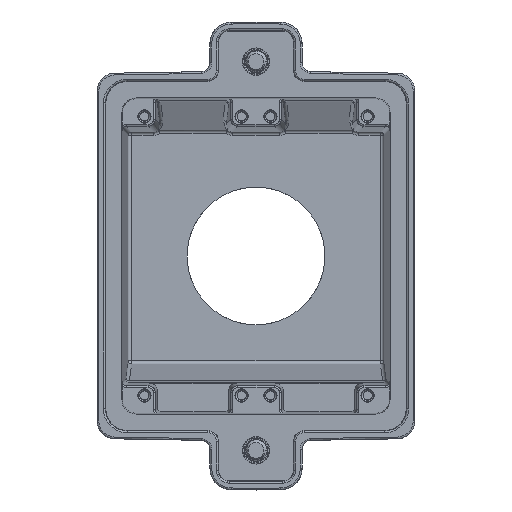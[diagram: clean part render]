
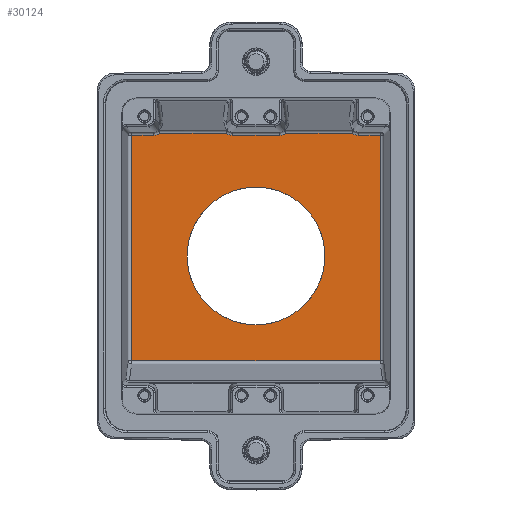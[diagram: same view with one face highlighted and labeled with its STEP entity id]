
A CAD part, front view. The second image highlights one B-rep face of the part: STEP entity #30124.
In plain terms, the highlighted planar face has unit normal (0, -1, 0).
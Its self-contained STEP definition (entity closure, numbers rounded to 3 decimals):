
#8358=CARTESIAN_POINT('',(-28.484,131.7,33.485));
#8359=CARTESIAN_POINT('',(-28.267,131.7,33.485));
#8360=CARTESIAN_POINT('',(-27.845,131.7,33.53));
#8361=CARTESIAN_POINT('',(-27.229,131.7,33.735));
#8362=CARTESIAN_POINT('',(-26.864,131.7,33.951));
#8363=CARTESIAN_POINT('',(-26.69,131.7,34.081));
#8365=CARTESIAN_POINT('',(-8.31,131.7,34.081));
#8366=CARTESIAN_POINT('',(-8.136,131.7,33.951));
#8367=CARTESIAN_POINT('',(-7.771,131.7,33.735));
#8368=CARTESIAN_POINT('',(-7.155,131.7,33.53));
#8369=CARTESIAN_POINT('',(-6.733,131.7,33.485));
#8370=CARTESIAN_POINT('',(-6.516,131.7,33.485));
#8372=CARTESIAN_POINT('',(6.516,131.7,33.485));
#8373=CARTESIAN_POINT('',(6.733,131.7,33.485));
#8374=CARTESIAN_POINT('',(7.155,131.7,33.53));
#8375=CARTESIAN_POINT('',(7.771,131.7,33.735));
#8376=CARTESIAN_POINT('',(8.136,131.7,33.951));
#8377=CARTESIAN_POINT('',(8.31,131.7,34.081));
#8379=CARTESIAN_POINT('',(26.69,131.7,34.081));
#8380=CARTESIAN_POINT('',(26.864,131.7,33.951));
#8381=CARTESIAN_POINT('',(27.229,131.7,33.735));
#8382=CARTESIAN_POINT('',(27.845,131.7,33.53));
#8383=CARTESIAN_POINT('',(28.267,131.7,33.485));
#8384=CARTESIAN_POINT('',(28.484,131.7,33.485));
#8386=CARTESIAN_POINT('',(0.,131.7,0.));
#8387=DIRECTION('',(0.,-1.,0.));
#8388=DIRECTION('',(0.,0.,1.));
#8389=AXIS2_PLACEMENT_3D('',#8386,#8387,#8388);
#8391=CARTESIAN_POINT('',(0.,131.7,0.));
#8392=DIRECTION('',(0.,-1.,0.));
#8393=DIRECTION('',(0.,0.,-1.));
#8394=AXIS2_PLACEMENT_3D('',#8391,#8392,#8393);
#8400=DIRECTION('',(1.,0.,0.));
#8401=VECTOR('',#8400,69.148);
#8402=CARTESIAN_POINT('',(-34.574,131.7,-29.031));
#8403=LINE('',#8402,#8401);
#8419=DIRECTION('',(0.,0.,1.));
#8420=VECTOR('',#8419,62.516);
#8421=CARTESIAN_POINT('',(34.574,131.7,-29.031));
#8422=LINE('',#8421,#8420);
#8492=DIRECTION('',(-1.,0.,0.));
#8493=VECTOR('',#8492,6.09);
#8494=CARTESIAN_POINT('',(34.574,131.7,33.485));
#8495=LINE('',#8494,#8493);
#8583=DIRECTION('',(-1.,0.,0.));
#8584=VECTOR('',#8583,18.38);
#8585=CARTESIAN_POINT('',(26.69,131.7,34.081));
#8586=LINE('',#8585,#8584);
#8657=DIRECTION('',(-1.,0.,0.));
#8658=VECTOR('',#8657,13.031);
#8659=CARTESIAN_POINT('',(6.516,131.7,33.485));
#8660=LINE('',#8659,#8658);
#13714=DIRECTION('',(0.,0.,-1.));
#13715=VECTOR('',#13714,62.516);
#13716=CARTESIAN_POINT('',(-34.574,131.7,33.485));
#13717=LINE('',#13716,#13715);
#13897=DIRECTION('',(-1.,0.,0.));
#13898=VECTOR('',#13897,18.38);
#13899=CARTESIAN_POINT('',(-8.31,131.7,
34.081));
#13900=LINE('',#13899,#13898);
#13910=DIRECTION('',(-1.,0.,0.));
#13911=VECTOR('',#13910,6.09);
#13912=CARTESIAN_POINT('',(-28.484,131.7,
33.485));
#13913=LINE('',#13912,#13911);
#16257=CARTESIAN_POINT('',(0.,131.7,-19.15));
#16258=VERTEX_POINT('',#16257);
#16259=CARTESIAN_POINT('',(0.,131.7,19.15));
#16260=VERTEX_POINT('',#16259);
#16261=CARTESIAN_POINT('',(-34.574,131.7,-29.031));
#16262=CARTESIAN_POINT('',(34.574,131.7,-29.031));
#16263=VERTEX_POINT('',#16261);
#16264=VERTEX_POINT('',#16262);
#16265=CARTESIAN_POINT('',(-34.574,131.7,33.485));
#16266=VERTEX_POINT('',#16265);
#16267=CARTESIAN_POINT('',(-28.484,131.7,
33.485));
#16268=VERTEX_POINT('',#16267);
#16269=VERTEX_POINT('',#8363);
#16270=CARTESIAN_POINT('',(-8.31,131.7,
34.081));
#16271=VERTEX_POINT('',#16270);
#16272=VERTEX_POINT('',#8370);
#16273=CARTESIAN_POINT('',(6.516,131.7,33.485));
#16274=VERTEX_POINT('',#16273);
#16275=VERTEX_POINT('',#8377);
#16276=CARTESIAN_POINT('',(26.69,131.7,34.081));
#16277=VERTEX_POINT('',#16276);
#16278=VERTEX_POINT('',#8384);
#16279=CARTESIAN_POINT('',(34.574,131.7,33.485));
#16280=VERTEX_POINT('',#16279);
#30089=CARTESIAN_POINT('',(0.,131.7,2.525));
#30090=DIRECTION('',(0.,1.,0.));
#30091=DIRECTION('',(0.,0.,1.));
#30092=AXIS2_PLACEMENT_3D('',#30089,#30090,#30091);
#30093=PLANE('',#30092);
#30095=ORIENTED_EDGE('',*,*,#30094,.F.);
#30097=ORIENTED_EDGE('',*,*,#30096,.F.);
#30099=ORIENTED_EDGE('',*,*,#30098,.F.);
#30101=ORIENTED_EDGE('',*,*,#30100,.T.);
#30103=ORIENTED_EDGE('',*,*,#30102,.F.);
#30105=ORIENTED_EDGE('',*,*,#30104,.T.);
#30107=ORIENTED_EDGE('',*,*,#30106,.F.);
#30109=ORIENTED_EDGE('',*,*,#30108,.T.);
#30111=ORIENTED_EDGE('',*,*,#30110,.F.);
#30113=ORIENTED_EDGE('',*,*,#30112,.T.);
#30115=ORIENTED_EDGE('',*,*,#30114,.F.);
#30117=ORIENTED_EDGE('',*,*,#30116,.F.);
#30118=EDGE_LOOP('',(#30095,#30097,#30099,#30101,#30103,#30105,#30107,#30109,
#30111,#30113,#30115,#30117));
#30119=FACE_OUTER_BOUND('',#30118,.F.);
#30120=ORIENTED_EDGE('',*,*,#29980,.T.);
#30121=ORIENTED_EDGE('',*,*,#29995,.T.);
#30122=EDGE_LOOP('',(#30120,#30121));
#30123=FACE_BOUND('',#30122,.F.);
#30124=ADVANCED_FACE('',(#30119,#30123),#30093,.F.);
#8364=B_SPLINE_CURVE_WITH_KNOTS('',3,(#8358,#8359,#8360,#8361,#8362,#8363),
.UNSPECIFIED.,.F.,.F.,(4,1,1,4),(0.,0.333,0.667,1.),
.UNSPECIFIED.);
#8371=B_SPLINE_CURVE_WITH_KNOTS('',3,(#8365,#8366,#8367,#8368,#8369,#8370),
.UNSPECIFIED.,.F.,.F.,(4,1,1,4),(0.,0.333,0.667,1.),
.UNSPECIFIED.);
#8378=B_SPLINE_CURVE_WITH_KNOTS('',3,(#8372,#8373,#8374,#8375,#8376,#8377),
.UNSPECIFIED.,.F.,.F.,(4,1,1,4),(0.,0.333,0.667,1.),
.UNSPECIFIED.);
#8385=B_SPLINE_CURVE_WITH_KNOTS('',3,(#8379,#8380,#8381,#8382,#8383,#8384),
.UNSPECIFIED.,.F.,.F.,(4,1,1,4),(0.,0.333,0.667,1.),
.UNSPECIFIED.);
#8390=CIRCLE('',#8389,19.15);
#8395=CIRCLE('',#8394,19.15);
#29980=EDGE_CURVE('',#16260,#16258,#8390,.T.);
#29995=EDGE_CURVE('',#16258,#16260,#8395,.T.);
#30094=EDGE_CURVE('',#16263,#16264,#8403,.T.);
#30096=EDGE_CURVE('',#16266,#16263,#13717,.T.);
#30098=EDGE_CURVE('',#16268,#16266,#13913,.T.);
#30100=EDGE_CURVE('',#16268,#16269,#8364,.T.);
#30102=EDGE_CURVE('',#16271,#16269,#13900,.T.);
#30104=EDGE_CURVE('',#16271,#16272,#8371,.T.);
#30106=EDGE_CURVE('',#16274,#16272,#8660,.T.);
#30108=EDGE_CURVE('',#16274,#16275,#8378,.T.);
#30110=EDGE_CURVE('',#16277,#16275,#8586,.T.);
#30112=EDGE_CURVE('',#16277,#16278,#8385,.T.);
#30114=EDGE_CURVE('',#16280,#16278,#8495,.T.);
#30116=EDGE_CURVE('',#16264,#16280,#8422,.T.);
